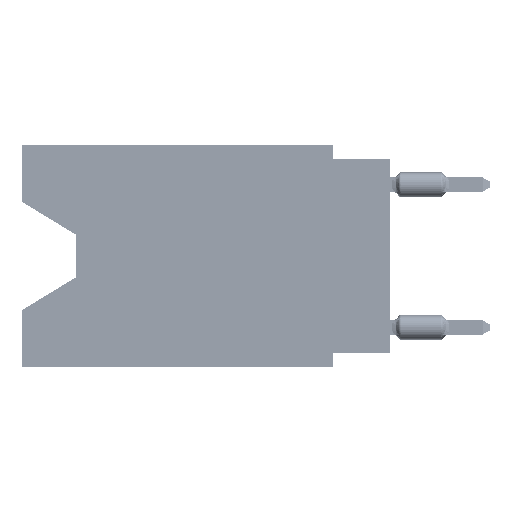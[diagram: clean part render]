
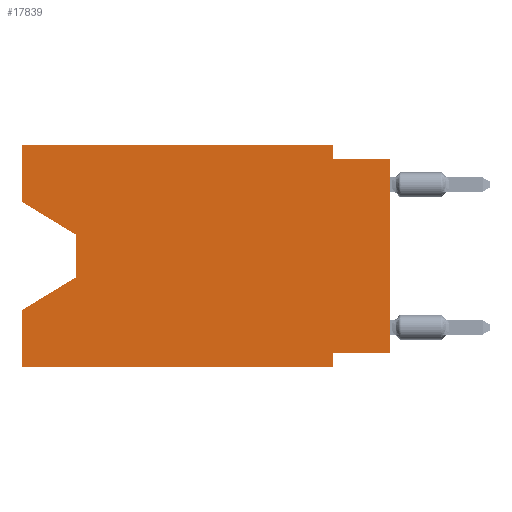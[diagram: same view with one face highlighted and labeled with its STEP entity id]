
A CAD part, left-side view. The second image highlights one B-rep face of the part: STEP entity #17839.
In plain terms, the highlighted planar face has unit normal (-1, 0, 0).
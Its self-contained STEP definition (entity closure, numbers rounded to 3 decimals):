
#242 = VERTEX_POINT ( 'NONE', #62931 ) ;
#310 = VECTOR ( 'NONE', #41161, 1000. ) ;
#1402 = ORIENTED_EDGE ( 'NONE', *, *, #58143, .F. ) ;
#1896 = CARTESIAN_POINT ( 'NONE',  ( 0., 0., -9.271 ) ) ;
#3320 = ORIENTED_EDGE ( 'NONE', *, *, #13315, .F. ) ;
#3384 = EDGE_CURVE ( 'NONE', #62256, #24964, #41871, .T. ) ;
#3820 = VECTOR ( 'NONE', #37327, 1000. ) ;
#4303 = LINE ( 'NONE', #47574, #43114 ) ;
#4306 = CARTESIAN_POINT ( 'NONE',  ( 0., 2.54, -9.906 ) ) ;
#5064 = PLANE ( 'NONE',  #42081 ) ;
#5950 = EDGE_CURVE ( 'NONE', #43333, #242, #13687, .T. ) ;
#6872 = VERTEX_POINT ( 'NONE', #52752 ) ;
#7389 = VERTEX_POINT ( 'NONE', #38711 ) ;
#8340 = VERTEX_POINT ( 'NONE', #4306 ) ;
#9001 = VECTOR ( 'NONE', #51528, 1000. ) ;
#10405 = VECTOR ( 'NONE', #64637, 1000. ) ;
#13232 = CARTESIAN_POINT ( 'NONE',  ( 0., 0., -0.635 ) ) ;
#13315 = EDGE_CURVE ( 'NONE', #7389, #42838, #20313, .T. ) ;
#13687 = LINE ( 'NONE', #35862, #57423 ) ;
#14132 = CARTESIAN_POINT ( 'NONE',  ( 0., 16.383, 0. ) ) ;
#14451 = EDGE_CURVE ( 'NONE', #42838, #28336, #4303, .T. ) ;
#17658 = ORIENTED_EDGE ( 'NONE', *, *, #51312, .T. ) ;
#17839 = ADVANCED_FACE ( 'NONE', ( #33395 ), #5064, .F. ) ;
#17882 = DIRECTION ( 'NONE',  ( 0., 0., 1. ) ) ;
#20313 = LINE ( 'NONE', #14132, #10405 ) ;
#22071 = CARTESIAN_POINT ( 'NONE',  ( 0., 16.383, -7.36 ) ) ;
#22505 = CARTESIAN_POINT ( 'NONE',  ( 0., 16.383, -9.906 ) ) ;
#23279 = EDGE_CURVE ( 'NONE', #43333, #7389, #43963, .T. ) ;
#23573 = LINE ( 'NONE', #22505, #62150 ) ;
#24803 = ORIENTED_EDGE ( 'NONE', *, *, #23279, .F. ) ;
#24964 = VERTEX_POINT ( 'NONE', #33340 ) ;
#24999 = CARTESIAN_POINT ( 'NONE',  ( 0., 0., 0. ) ) ;
#25947 = ORIENTED_EDGE ( 'NONE', *, *, #5950, .T. ) ;
#28183 = LINE ( 'NONE', #61606, #35834 ) ;
#28336 = VERTEX_POINT ( 'NONE', #37612 ) ;
#28680 = CARTESIAN_POINT ( 'NONE',  ( 0., 16.383, 0. ) ) ;
#29363 = CARTESIAN_POINT ( 'NONE',  ( 0., 2.54, -9.906 ) ) ;
#29779 = EDGE_LOOP ( 'NONE', ( #25947, #33542, #70800, #42963, #70803, #1402, #43029, #17658, #42575, #55102, #3320, #24803 ) ) ;
#30438 = LINE ( 'NONE', #63868, #55471 ) ;
#30627 = CARTESIAN_POINT ( 'NONE',  ( 0., 0., -9.271 ) ) ;
#31030 = DIRECTION ( 'NONE',  ( 0., -1., 0. ) ) ;
#32523 = CARTESIAN_POINT ( 'NONE',  ( 0., 16.383, -9.906 ) ) ;
#33278 = DIRECTION ( 'NONE',  ( 0., 0., 1. ) ) ;
#33340 = CARTESIAN_POINT ( 'NONE',  ( 0., 2.54, -9.271 ) ) ;
#33395 = FACE_OUTER_BOUND ( 'NONE', #29779, .T. ) ;
#33542 = ORIENTED_EDGE ( 'NONE', *, *, #60085, .T. ) ;
#33766 = DIRECTION ( 'NONE',  ( 1., 0., 0. ) ) ;
#34333 = DIRECTION ( 'NONE',  ( 0., 0.855, -0.519 ) ) ;
#35268 = VECTOR ( 'NONE', #31030, 1000. ) ;
#35534 = DIRECTION ( 'NONE',  ( 0., 0., -1. ) ) ;
#35834 = VECTOR ( 'NONE', #33278, 1000. ) ;
#35862 = CARTESIAN_POINT ( 'NONE',  ( 0., 16.383, -2.546 ) ) ;
#37327 = DIRECTION ( 'NONE',  ( 0., 0., 1. ) ) ;
#37612 = CARTESIAN_POINT ( 'NONE',  ( 0., 2.54, -0.635 ) ) ;
#38502 = EDGE_CURVE ( 'NONE', #48782, #42699, #55781, .T. ) ;
#38677 = EDGE_CURVE ( 'NONE', #28336, #6872, #51752, .T. ) ;
#38711 = CARTESIAN_POINT ( 'NONE',  ( 0., 16.383, 0. ) ) ;
#39575 = DIRECTION ( 'NONE',  ( 0., 0., -1. ) ) ;
#41161 = DIRECTION ( 'NONE',  ( 0., 1., 0. ) ) ;
#41172 = EDGE_CURVE ( 'NONE', #69583, #8340, #23573, .T. ) ;
#41871 = LINE ( 'NONE', #1896, #310 ) ;
#42081 = AXIS2_PLACEMENT_3D ( 'NONE', #55927, #33766, #39575 ) ;
#42575 = ORIENTED_EDGE ( 'NONE', *, *, #38677, .F. ) ;
#42699 = VERTEX_POINT ( 'NONE', #22071 ) ;
#42838 = VERTEX_POINT ( 'NONE', #59166 ) ;
#42963 = ORIENTED_EDGE ( 'NONE', *, *, #59133, .F. ) ;
#43029 = ORIENTED_EDGE ( 'NONE', *, *, #3384, .F. ) ;
#43114 = VECTOR ( 'NONE', #70101, 1000. ) ;
#43333 = VERTEX_POINT ( 'NONE', #52163 ) ;
#43963 = LINE ( 'NONE', #28680, #63620 ) ;
#44663 = DIRECTION ( 'NONE',  ( 0., -1., 0. ) ) ;
#47574 = CARTESIAN_POINT ( 'NONE',  ( 0., 2.54, 0. ) ) ;
#48782 = VERTEX_POINT ( 'NONE', #50011 ) ;
#50011 = CARTESIAN_POINT ( 'NONE',  ( 0., 13.97, -5.893 ) ) ;
#51312 = EDGE_CURVE ( 'NONE', #62256, #6872, #64591, .T. ) ;
#51528 = DIRECTION ( 'NONE',  ( 0., 0., -1. ) ) ;
#51752 = LINE ( 'NONE', #13232, #35268 ) ;
#52163 = CARTESIAN_POINT ( 'NONE',  ( 0., 16.383, -2.546 ) ) ;
#52752 = CARTESIAN_POINT ( 'NONE',  ( 0., 0., -0.635 ) ) ;
#53766 = VECTOR ( 'NONE', #34333, 1000. ) ;
#55102 = ORIENTED_EDGE ( 'NONE', *, *, #14451, .F. ) ;
#55471 = VECTOR ( 'NONE', #35534, 1000. ) ;
#55781 = LINE ( 'NONE', #61942, #53766 ) ;
#55927 = CARTESIAN_POINT ( 'NONE',  ( 0., 16.383, 0. ) ) ;
#57423 = VECTOR ( 'NONE', #58034, 1000. ) ;
#58034 = DIRECTION ( 'NONE',  ( 0., -0.855, -0.519 ) ) ;
#58143 = EDGE_CURVE ( 'NONE', #24964, #8340, #62436, .T. ) ;
#59133 = EDGE_CURVE ( 'NONE', #69583, #42699, #28183, .T. ) ;
#59166 = CARTESIAN_POINT ( 'NONE',  ( 0., 2.54, 0. ) ) ;
#60085 = EDGE_CURVE ( 'NONE', #242, #48782, #30438, .T. ) ;
#61606 = CARTESIAN_POINT ( 'NONE',  ( 0., 16.383, 0. ) ) ;
#61942 = CARTESIAN_POINT ( 'NONE',  ( 0., 13.97, -5.893 ) ) ;
#62150 = VECTOR ( 'NONE', #44663, 1000. ) ;
#62256 = VERTEX_POINT ( 'NONE', #30627 ) ;
#62436 = LINE ( 'NONE', #29363, #9001 ) ;
#62931 = CARTESIAN_POINT ( 'NONE',  ( 0., 13.97, -4.013 ) ) ;
#63620 = VECTOR ( 'NONE', #17882, 1000. ) ;
#63868 = CARTESIAN_POINT ( 'NONE',  ( 0., 13.97, -4.013 ) ) ;
#64591 = LINE ( 'NONE', #24999, #3820 ) ;
#64637 = DIRECTION ( 'NONE',  ( 0., -1., 0. ) ) ;
#69583 = VERTEX_POINT ( 'NONE', #32523 ) ;
#70101 = DIRECTION ( 'NONE',  ( 0., 0., -1. ) ) ;
#70800 = ORIENTED_EDGE ( 'NONE', *, *, #38502, .T. ) ;
#70803 = ORIENTED_EDGE ( 'NONE', *, *, #41172, .T. ) ;
